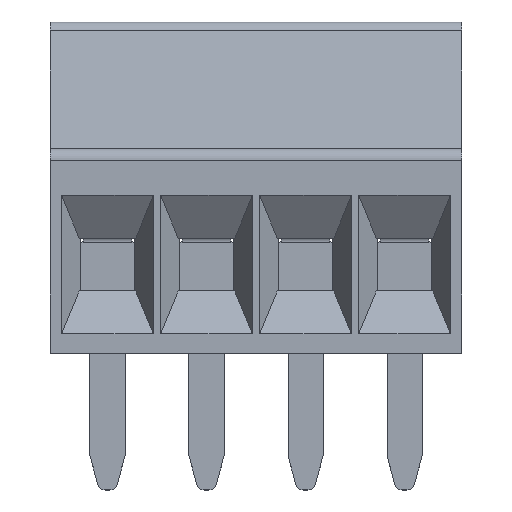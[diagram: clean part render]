
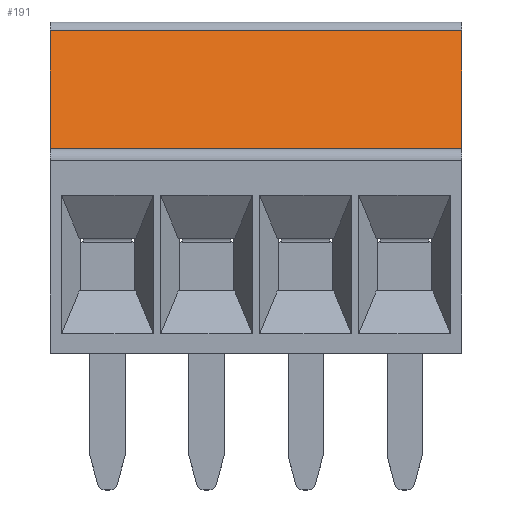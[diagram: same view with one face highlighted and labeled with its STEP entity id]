
A CAD part, top view. The second image highlights one B-rep face of the part: STEP entity #191.
In plain terms, the highlighted planar face has unit normal (0, 0.257, 0.966).
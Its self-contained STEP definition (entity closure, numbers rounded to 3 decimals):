
#191=ADVANCED_FACE('',(#1565),#1566,.F.);
#1565=FACE_OUTER_BOUND('',#4132,.T.);
#1566=PLANE('',#4133);
#4132=EDGE_LOOP('',(#7932,#7933,#7934,#7935));
#4133=AXIS2_PLACEMENT_3D('',#7936,#7937,#7938);
#7932=ORIENTED_EDGE('',*,*,#17570,.T.);
#7933=ORIENTED_EDGE('',*,*,#18358,.F.);
#7934=ORIENTED_EDGE('',*,*,#18359,.F.);
#7935=ORIENTED_EDGE('',*,*,#18356,.T.);
#7936=CARTESIAN_POINT('',(10.56,8.277,1.795));
#7937=DIRECTION('',(0.0,-0.257,-0.966));
#7938=DIRECTION('',(0.0,-0.966,0.257));
#17570=EDGE_CURVE('',#21370,#21368,#21371,.T.);
#18356=EDGE_CURVE('',#22831,#21370,#22832,.T.);
#18358=EDGE_CURVE('',#22834,#21368,#22835,.T.);
#18359=EDGE_CURVE('',#22831,#22834,#22836,.T.);
#21368=VERTEX_POINT('',#27442);
#21370=VERTEX_POINT('',#27445);
#21371=LINE('',#27446,#27447);
#22831=VERTEX_POINT('',#29293);
#22832=LINE('',#29294,#29295);
#22834=VERTEX_POINT('',#29297);
#22835=LINE('',#29298,#29299);
#22836=LINE('',#29300,#29301);
#27442=CARTESIAN_POINT('',(0.0,5.25,2.6));
#27445=CARTESIAN_POINT('',(0.0,8.277,1.795));
#27446=CARTESIAN_POINT('',(0.0,8.277,1.795));
#27447=VECTOR('',#35412,1000.0);
#29293=CARTESIAN_POINT('',(10.56,8.277,1.795));
#29294=CARTESIAN_POINT('',(10.56,8.277,1.795));
#29295=VECTOR('',#36996,1000.0);
#29297=CARTESIAN_POINT('',(10.56,5.25,2.6));
#29298=CARTESIAN_POINT('',(10.56,5.25,2.6));
#29299=VECTOR('',#37000,1000.0);
#29300=CARTESIAN_POINT('',(10.56,8.277,1.795));
#29301=VECTOR('',#37001,1000.0);
#35412=DIRECTION('',(0.0,-0.966,0.257));
#36996=DIRECTION('',(-1.0,0.0,0.0));
#37000=DIRECTION('',(-1.0,0.0,0.0));
#37001=DIRECTION('',(0.0,-0.966,0.257));
